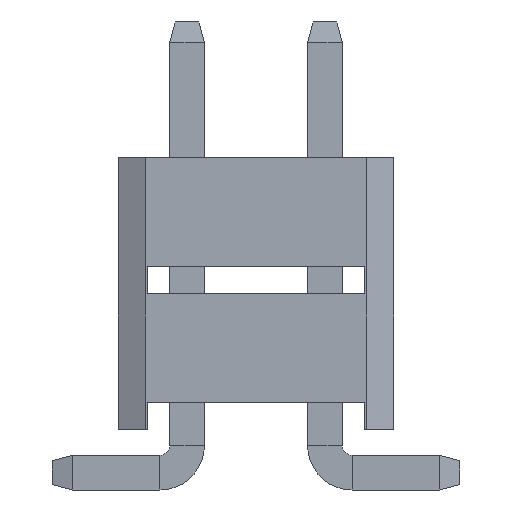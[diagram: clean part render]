
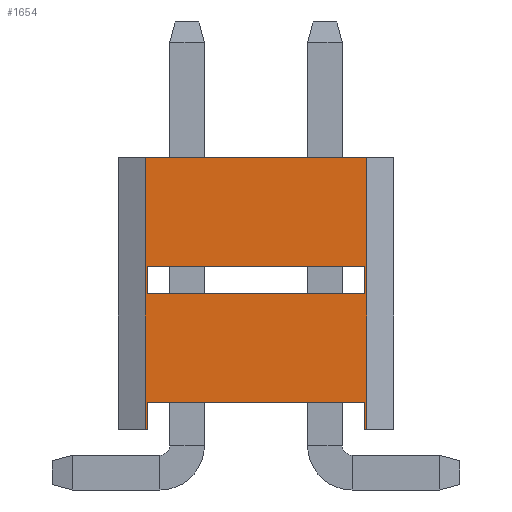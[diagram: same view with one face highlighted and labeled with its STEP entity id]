
A CAD part, left-side view. The second image highlights one B-rep face of the part: STEP entity #1654.
In plain terms, the highlighted planar face has unit normal (-1, 0, 0).
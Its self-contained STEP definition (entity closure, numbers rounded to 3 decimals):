
#104 = CARTESIAN_POINT ( 'NONE',  ( -5.08, -2., 0.5 ) ) ;
#106 = CARTESIAN_POINT ( 'NONE',  ( -5.08, -2.54, 5. ) ) ;
#173 = CARTESIAN_POINT ( 'NONE',  ( -5.08, -2.54, 0. ) ) ;
#385 = CARTESIAN_POINT ( 'NONE',  ( -5.08, -2.04, 0. ) ) ;
#415 = CARTESIAN_POINT ( 'NONE',  ( -5.08, 2., 3. ) ) ;
#466 = VERTEX_POINT ( 'NONE', #104 ) ;
#677 = VECTOR ( 'NONE', #2116, 1000. ) ;
#694 = EDGE_CURVE ( 'NONE', #2883, #4146, #5387, .T. ) ;
#700 = CARTESIAN_POINT ( 'NONE',  ( -5.08, 2., 2.5 ) ) ;
#719 = DIRECTION ( 'NONE',  ( 1., 0., 0. ) ) ;
#777 = CARTESIAN_POINT ( 'NONE',  ( -5.08, -2.54, 5. ) ) ;
#792 = VERTEX_POINT ( 'NONE', #1985 ) ;
#796 = CARTESIAN_POINT ( 'NONE',  ( -5.08, -2.54, 0. ) ) ;
#824 = DIRECTION ( 'NONE',  ( 0., 1., 0. ) ) ;
#863 = LINE ( 'NONE', #4929, #6556 ) ;
#869 = EDGE_CURVE ( 'NONE', #4303, #2883, #6662, .T. ) ;
#1000 = LINE ( 'NONE', #415, #1041 ) ;
#1007 = VERTEX_POINT ( 'NONE', #3418 ) ;
#1041 = VECTOR ( 'NONE', #1734, 1000. ) ;
#1385 = EDGE_LOOP ( 'NONE', ( #4693, #5031, #7241, #6573 ) ) ;
#1451 = CARTESIAN_POINT ( 'NONE',  ( -5.08, 2.04, 0. ) ) ;
#1499 = CARTESIAN_POINT ( 'NONE',  ( -5.08, -2., 2.5 ) ) ;
#1536 = LINE ( 'NONE', #2162, #6936 ) ;
#1546 = EDGE_LOOP ( 'NONE', ( #3651, #7590, #4857, #2531, #4646, #5173, #2409, #4618 ) ) ;
#1621 = EDGE_CURVE ( 'NONE', #5972, #5015, #4907, .T. ) ;
#1654 = ADVANCED_FACE ( 'NONE', ( #3166, #5483 ), #5519, .F. ) ;
#1734 = DIRECTION ( 'NONE',  ( 0., 1., 0. ) ) ;
#1764 = DIRECTION ( 'NONE',  ( 0., 0., -1. ) ) ;
#1825 = EDGE_CURVE ( 'NONE', #5318, #3217, #1000, .T. ) ;
#1985 = CARTESIAN_POINT ( 'NONE',  ( -5.08, -2., 0. ) ) ;
#2108 = EDGE_CURVE ( 'NONE', #792, #466, #2746, .T. ) ;
#2116 = DIRECTION ( 'NONE',  ( 0., 0., 1. ) ) ;
#2162 = CARTESIAN_POINT ( 'NONE',  ( -5.08, -2.54, 2.5 ) ) ;
#2409 = ORIENTED_EDGE ( 'NONE', *, *, #694, .F. ) ;
#2446 = DIRECTION ( 'NONE',  ( 0., -1., 0. ) ) ;
#2531 = ORIENTED_EDGE ( 'NONE', *, *, #5984, .F. ) ;
#2556 = DIRECTION ( 'NONE',  ( 0., 0., -1. ) ) ;
#2608 = VECTOR ( 'NONE', #3266, 1000. ) ;
#2619 = CARTESIAN_POINT ( 'NONE',  ( -5.08, 2., 2.5 ) ) ;
#2659 = CARTESIAN_POINT ( 'NONE',  ( -5.08, 2., 0.5 ) ) ;
#2703 = LINE ( 'NONE', #5058, #6807 ) ;
#2746 = LINE ( 'NONE', #4358, #677 ) ;
#2883 = VERTEX_POINT ( 'NONE', #7124 ) ;
#2974 = VECTOR ( 'NONE', #4941, 1000. ) ;
#3157 = LINE ( 'NONE', #2659, #5536 ) ;
#3166 = FACE_BOUND ( 'NONE', #1385, .T. ) ;
#3217 = VERTEX_POINT ( 'NONE', #3403 ) ;
#3266 = DIRECTION ( 'NONE',  ( 0., 0., -1. ) ) ;
#3361 = DIRECTION ( 'NONE',  ( 0., 0., -1. ) ) ;
#3366 = EDGE_CURVE ( 'NONE', #792, #4146, #4323, .T. ) ;
#3403 = CARTESIAN_POINT ( 'NONE',  ( -5.08, 2., 3. ) ) ;
#3418 = CARTESIAN_POINT ( 'NONE',  ( -5.08, 2., 0.5 ) ) ;
#3433 = LINE ( 'NONE', #5100, #3828 ) ;
#3515 = EDGE_CURVE ( 'NONE', #4303, #5972, #3433, .T. ) ;
#3577 = VECTOR ( 'NONE', #1764, 1000. ) ;
#3651 = ORIENTED_EDGE ( 'NONE', *, *, #3515, .T. ) ;
#3740 = EDGE_CURVE ( 'NONE', #1007, #5015, #863, .T. ) ;
#3828 = VECTOR ( 'NONE', #3361, 1000. ) ;
#4077 = VECTOR ( 'NONE', #6116, 1000. ) ;
#4146 = VERTEX_POINT ( 'NONE', #385 ) ;
#4303 = VERTEX_POINT ( 'NONE', #6929 ) ;
#4323 = LINE ( 'NONE', #173, #2974 ) ;
#4358 = CARTESIAN_POINT ( 'NONE',  ( -5.08, -2., 0. ) ) ;
#4519 = DIRECTION ( 'NONE',  ( 0., -1., 0. ) ) ;
#4538 = EDGE_CURVE ( 'NONE', #5130, #7094, #1536, .T. ) ;
#4574 = EDGE_CURVE ( 'NONE', #7094, #5318, #2703, .T. ) ;
#4618 = ORIENTED_EDGE ( 'NONE', *, *, #869, .F. ) ;
#4646 = ORIENTED_EDGE ( 'NONE', *, *, #2108, .F. ) ;
#4693 = ORIENTED_EDGE ( 'NONE', *, *, #4538, .F. ) ;
#4708 = CARTESIAN_POINT ( 'NONE',  ( -5.08, -2.04, 12. ) ) ;
#4857 = ORIENTED_EDGE ( 'NONE', *, *, #3740, .F. ) ;
#4907 = LINE ( 'NONE', #796, #7035 ) ;
#4929 = CARTESIAN_POINT ( 'NONE',  ( -5.08, 2., 0. ) ) ;
#4941 = DIRECTION ( 'NONE',  ( 0., -1., 0. ) ) ;
#5015 = VERTEX_POINT ( 'NONE', #5129 ) ;
#5031 = ORIENTED_EDGE ( 'NONE', *, *, #7531, .F. ) ;
#5058 = CARTESIAN_POINT ( 'NONE',  ( -5.08, -2., 2.5 ) ) ;
#5100 = CARTESIAN_POINT ( 'NONE',  ( -5.08, 2.04, 5. ) ) ;
#5129 = CARTESIAN_POINT ( 'NONE',  ( -5.08, 2., 0. ) ) ;
#5130 = VERTEX_POINT ( 'NONE', #700 ) ;
#5173 = ORIENTED_EDGE ( 'NONE', *, *, #3366, .T. ) ;
#5318 = VERTEX_POINT ( 'NONE', #7316 ) ;
#5387 = LINE ( 'NONE', #4708, #3577 ) ;
#5483 = FACE_OUTER_BOUND ( 'NONE', #1546, .T. ) ;
#5519 = PLANE ( 'NONE',  #7537 ) ;
#5536 = VECTOR ( 'NONE', #824, 1000. ) ;
#5707 = LINE ( 'NONE', #2619, #2608 ) ;
#5972 = VERTEX_POINT ( 'NONE', #1451 ) ;
#5984 = EDGE_CURVE ( 'NONE', #466, #1007, #3157, .T. ) ;
#6116 = DIRECTION ( 'NONE',  ( 0., -1., 0. ) ) ;
#6162 = DIRECTION ( 'NONE',  ( 0., 0., -1. ) ) ;
#6556 = VECTOR ( 'NONE', #6162, 1000. ) ;
#6573 = ORIENTED_EDGE ( 'NONE', *, *, #4574, .F. ) ;
#6662 = LINE ( 'NONE', #777, #4077 ) ;
#6807 = VECTOR ( 'NONE', #7421, 1000. ) ;
#6929 = CARTESIAN_POINT ( 'NONE',  ( -5.08, 2.04, 5. ) ) ;
#6936 = VECTOR ( 'NONE', #4519, 1000. ) ;
#7035 = VECTOR ( 'NONE', #2446, 1000. ) ;
#7094 = VERTEX_POINT ( 'NONE', #1499 ) ;
#7124 = CARTESIAN_POINT ( 'NONE',  ( -5.08, -2.04, 5. ) ) ;
#7241 = ORIENTED_EDGE ( 'NONE', *, *, #1825, .F. ) ;
#7316 = CARTESIAN_POINT ( 'NONE',  ( -5.08, -2., 3. ) ) ;
#7421 = DIRECTION ( 'NONE',  ( 0., 0., 1. ) ) ;
#7531 = EDGE_CURVE ( 'NONE', #3217, #5130, #5707, .T. ) ;
#7537 = AXIS2_PLACEMENT_3D ( 'NONE', #106, #719, #2556 ) ;
#7590 = ORIENTED_EDGE ( 'NONE', *, *, #1621, .T. ) ;
